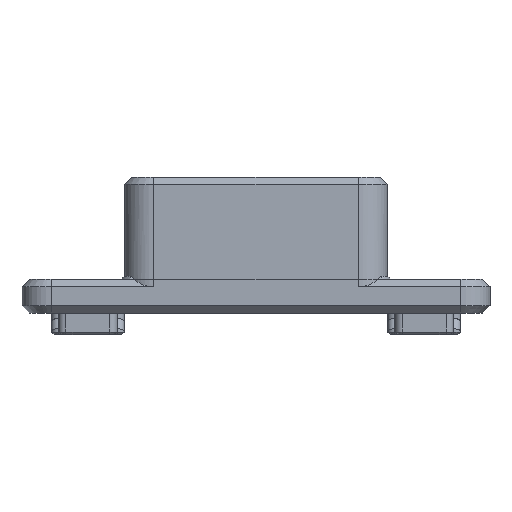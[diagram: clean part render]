
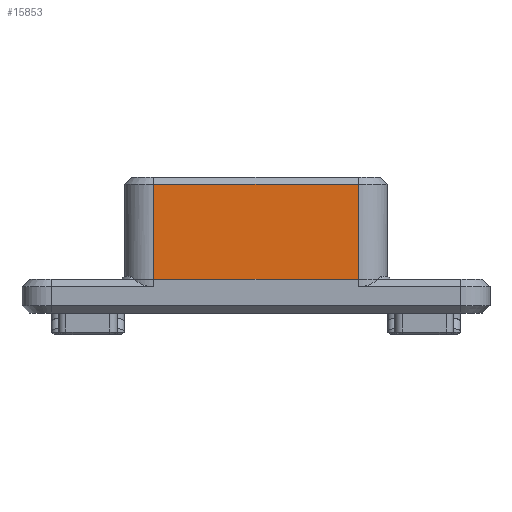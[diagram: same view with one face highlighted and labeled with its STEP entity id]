
A CAD part, front view. The second image highlights one B-rep face of the part: STEP entity #15853.
In plain terms, the highlighted planar face has unit normal (0, -1, 0).
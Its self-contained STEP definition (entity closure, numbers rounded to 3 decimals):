
#2190=FACE_OUTER_BOUND('',#3153,.T.);
#3153=EDGE_LOOP('',(#14114,#14115,#14116,#14117));
#4454=LINE('',#29620,#5873);
#4484=LINE('',#29723,#5903);
#4485=LINE('',#29728,#5904);
#4486=LINE('',#29729,#5905);
#5873=VECTOR('',#21838,10.);
#5903=VECTOR('',#21902,10.);
#5904=VECTOR('',#21909,10.);
#5905=VECTOR('',#21910,10.);
#7444=VERTEX_POINT('',#29616);
#7446=VERTEX_POINT('',#29619);
#7484=VERTEX_POINT('',#29722);
#7485=VERTEX_POINT('',#29727);
#9669=EDGE_CURVE('',#7446,#7444,#4454,.T.);
#9715=EDGE_CURVE('',#7446,#7484,#4484,.T.);
#9718=EDGE_CURVE('',#7485,#7444,#4485,.T.);
#9719=EDGE_CURVE('',#7484,#7485,#4486,.T.);
#14114=ORIENTED_EDGE('',*,*,#9669,.T.);
#14115=ORIENTED_EDGE('',*,*,#9718,.F.);
#14116=ORIENTED_EDGE('',*,*,#9719,.F.);
#14117=ORIENTED_EDGE('',*,*,#9715,.F.);
#14912=PLANE('',#17489);
#15853=ADVANCED_FACE('',(#2190),#14912,.T.);
#17489=AXIS2_PLACEMENT_3D('',#29726,#21907,#21908);
#21838=DIRECTION('',(1.,0.,0.));
#21902=DIRECTION('',(0.,0.,1.));
#21907=DIRECTION('center_axis',(0.,-1.,0.));
#21908=DIRECTION('ref_axis',(1.,0.,0.));
#21909=DIRECTION('',(0.,0.,-1.));
#21910=DIRECTION('',(1.,0.,0.));
#29616=CARTESIAN_POINT('',(14.,-64.,4.6));
#29619=CARTESIAN_POINT('',(-14.,-64.,4.6));
#29620=CARTESIAN_POINT('',(-16.,-64.,4.6));
#29722=CARTESIAN_POINT('',(-14.,-64.,17.6));
#29723=CARTESIAN_POINT('',(-14.,-64.,2.3));
#29726=CARTESIAN_POINT('Origin',(-32.,-64.,0.));
#29727=CARTESIAN_POINT('',(14.,-64.,17.6));
#29728=CARTESIAN_POINT('',(14.,-64.,2.3));
#29729=CARTESIAN_POINT('',(-16.,-64.,17.6));
